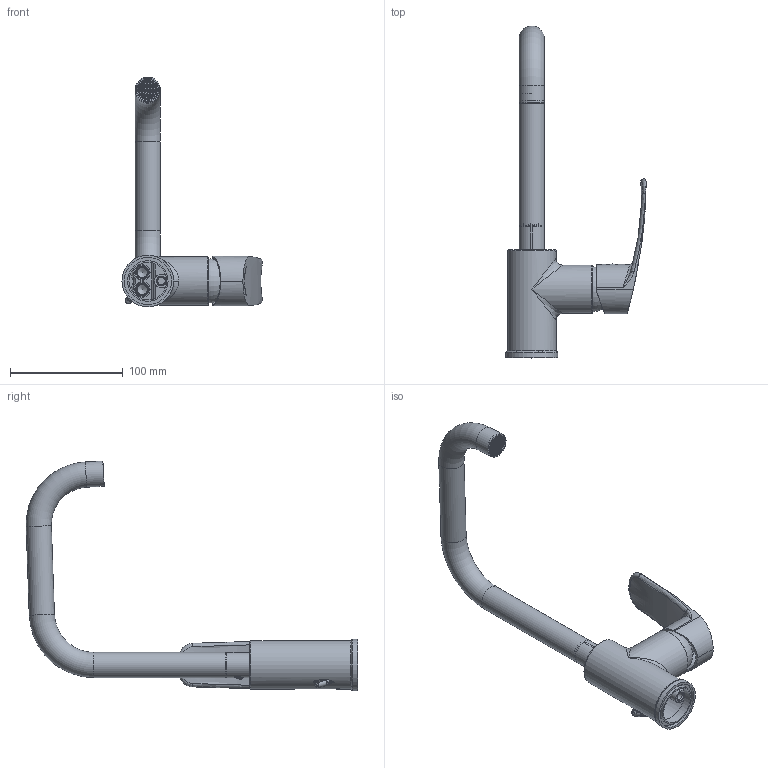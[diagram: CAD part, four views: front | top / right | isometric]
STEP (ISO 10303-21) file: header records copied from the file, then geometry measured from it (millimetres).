
FILE_DESCRIPTION (( 'STEP AP203' ), '1' );
FILE_NAME ('57AP03579.STEP', '2021-11-25T07:30:14', ( '' ), ( '' ), 'SwSTEP 2.0', 'SolidWorks 2021', '' );
FILE_SCHEMA (( 'CONFIG_CONTROL_DESIGN' ));
Length unit declared in the file: millimetre
Products named in the file (1): 57AP03579
Bounding box: 124.49 x 294.67 x 204.18 mm (x, y, z)
Volume: 113655.7 mm3; surface area: 123849.8 mm2
Topology: 10 solids, 10 shells, 1486 faces, 3780 edges, 2476 vertices
Faces by surface type: plane 1136, cylinder 153, bspline 145, cone 34, torus 15, sphere 3
Full cylindrical faces by diameter (mm): 4.2 x1, 4.7 x1, 5 x3, 6 x1, 6.7 x1, 6.8 x1, 8 x3, 9 x2, 9.5 x1, 10 x1, 10.6 x2, 14 x2, 16 x1, 16.7 x1, 17 x1, 17.2 x2, 17.5 x1, 18.5 x2, 18.75 x1, 19.5 x1, 20.8 x4, 21.2 x1, 21.5 x1, 22.4 x3, 23 x1, 24.5 x1, 29 x1, 31 x1, 33.5 x1, 34 x1
Entity records: 59853 total; most frequent: CARTESIAN_POINT 25708, ORIENTED_EDGE 7206, DIRECTION 6282, EDGE_CURVE 3603, VECTOR 2816, LINE 2816, VERTEX_POINT 2422, EDGE_LOOP 1799
